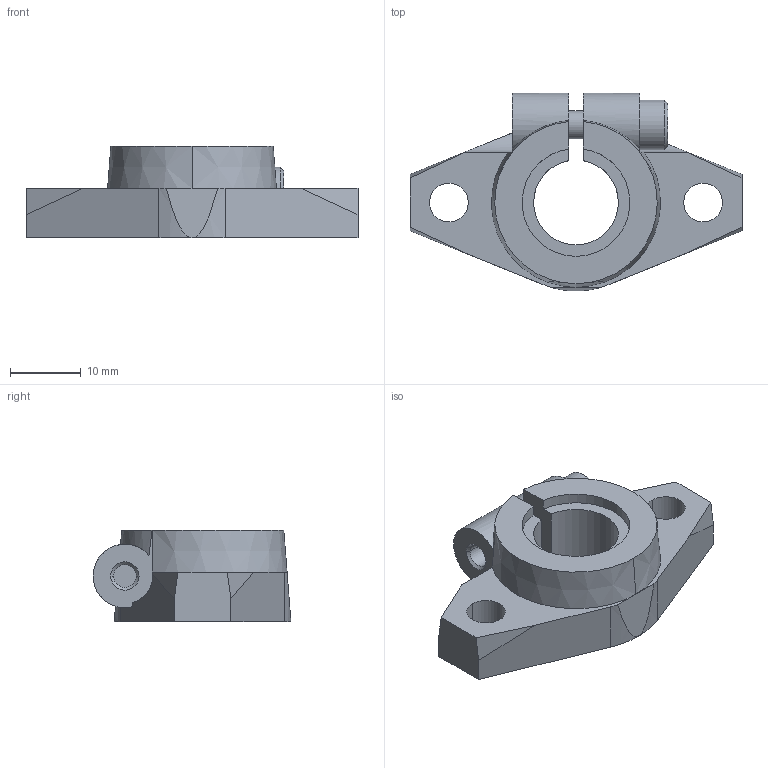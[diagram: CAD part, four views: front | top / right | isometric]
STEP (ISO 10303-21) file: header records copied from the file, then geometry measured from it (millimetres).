
FILE_DESCRIPTION( ( '' ), '1' );
FILE_NAME( 'SHF 12.stp', '2015-05-21T06:37:49', ( '' ), ( '' ), ' ', ' ', ' ' );
FILE_SCHEMA( ( 'CONFIG_CONTROL_DESIGN' ) );
Length unit declared in the file: millimetre
Products named in the file (1): 1
Bounding box: 47 x 28 x 13 mm (x, y, z)
Volume: 6819.9 mm3; surface area: 3694.5 mm2
Topology: 1 solids, 1 shells, 67 faces, 177 edges, 115 vertices
Faces by surface type: plane 33, cylinder 26, cone 8
Entity records: 2215 total; most frequent: CARTESIAN_POINT 462, DIRECTION 369, ORIENTED_EDGE 354, EDGE_CURVE 177, AXIS2_PLACEMENT_3D 136, VERTEX_POINT 115, LINE 97, VECTOR 97
